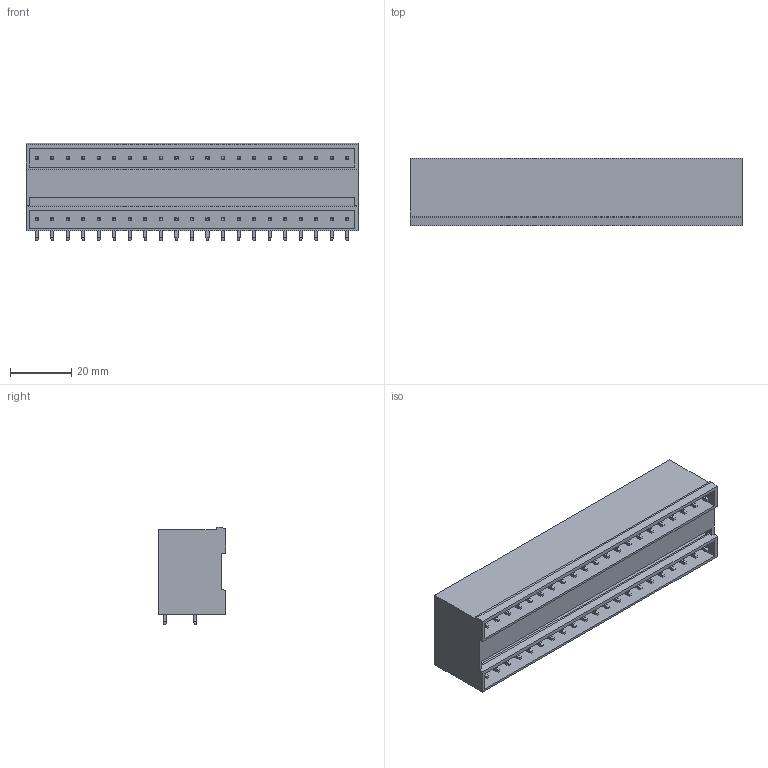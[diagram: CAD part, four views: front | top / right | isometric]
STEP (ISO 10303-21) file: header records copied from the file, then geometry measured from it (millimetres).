
FILE_DESCRIPTION(('CATIA V5 STEP Exchange','CAx-IF Rec.Pracs.--- Model Styling and Organization---1.2---2011-12-15'),'2;1');
FILE_NAME ('D1453118_0_1601980000_1601980000.stp','2018-11-03T04:00:39+00:00',('none'),('Weidmueller'),'CATIA Version 5-6 Release 2014','CATIA V5 STEP AP214','none');
FILE_SCHEMA(('AUTOMOTIVE_DESIGN { 1 0 10303 214 1 1 1 1 }'));
Length unit declared in the file: millimetre
Products named in the file (1): 1601980000
Bounding box: 108.68 x 22 x 31.88 mm (x, y, z)
Volume: 32046 mm3; surface area: 31541.3 mm2
Topology: 43 solids, 43 shells, 958 faces, 2274 edges, 1404 vertices
Faces by surface type: plane 958
Entity records: 23124 total; most frequent: ORIENTED_EDGE 4548, CARTESIAN_POINT 4320, DIRECTION 2548, EDGE_CURVE 2274, VECTOR 1938, LINE 1938, VERTEX_POINT 1404, EDGE_LOOP 1044
